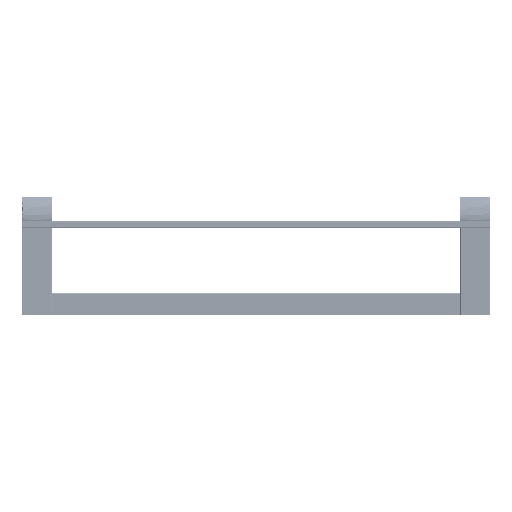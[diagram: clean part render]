
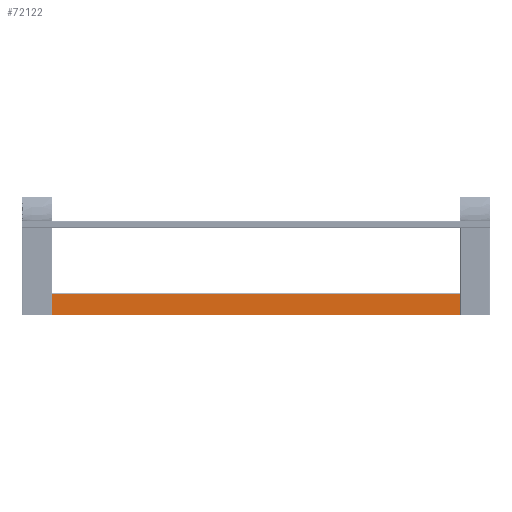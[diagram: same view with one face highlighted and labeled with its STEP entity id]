
A CAD part, top view. The second image highlights one B-rep face of the part: STEP entity #72122.
In plain terms, the highlighted face is planar.
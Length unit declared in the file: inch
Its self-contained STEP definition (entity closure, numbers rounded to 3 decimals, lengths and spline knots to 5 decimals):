
#71649=DIRECTION('',(1.,0.,0.));
#71650=VECTOR('',#71649,1.14);
#71651=CARTESIAN_POINT('',(-0.57,0.175,-11.16));
#71652=LINE('',#71651,#71650);
#71653=DIRECTION('',(0.,0.,-1.));
#71654=VECTOR('',#71653,22.32);
#71655=CARTESIAN_POINT('',(0.57,0.175,11.16));
#71656=LINE('',#71655,#71654);
#71657=DIRECTION('',(-1.,0.,0.));
#71658=VECTOR('',#71657,1.14);
#71659=CARTESIAN_POINT('',(0.57,0.175,11.16));
#71660=LINE('',#71659,#71658);
#71661=DIRECTION('',(0.,0.,-1.));
#71662=VECTOR('',#71661,22.32);
#71663=CARTESIAN_POINT('',(-0.57,0.175,11.16));
#71664=LINE('',#71663,#71662);
#71727=CARTESIAN_POINT('',(0.57,0.175,-11.16));
#71729=VERTEX_POINT('',#71727);
#71749=CARTESIAN_POINT('',(-0.57,0.175,-11.16));
#71750=VERTEX_POINT('',#71749);
#71751=CARTESIAN_POINT('',(-0.57,0.175,11.16));
#71753=VERTEX_POINT('',#71751);
#71773=CARTESIAN_POINT('',(0.57,0.175,11.16));
#71774=VERTEX_POINT('',#71773);
#72109=CARTESIAN_POINT('',(0.6,0.175,-11.19));
#72110=DIRECTION('',(0.,1.,0.));
#72111=DIRECTION('',(-1.,0.,0.));
#72112=AXIS2_PLACEMENT_3D('',#72109,#72110,#72111);
#72113=PLANE('',#72112);
#72114=ORIENTED_EDGE('',*,*,#72102,.T.);
#72115=ORIENTED_EDGE('',*,*,#72078,.F.);
#72117=ORIENTED_EDGE('',*,*,#72116,.T.);
#72119=ORIENTED_EDGE('',*,*,#72118,.T.);
#72120=EDGE_LOOP('',(#72114,#72115,#72117,#72119));
#72121=FACE_OUTER_BOUND('',#72120,.F.);
#72122=ADVANCED_FACE('',(#72121),#72113,.T.);
#72078=EDGE_CURVE('',#71774,#71729,#71656,.T.);
#72102=EDGE_CURVE('',#71750,#71729,#71652,.T.);
#72116=EDGE_CURVE('',#71774,#71753,#71660,.T.);
#72118=EDGE_CURVE('',#71753,#71750,#71664,.T.);
